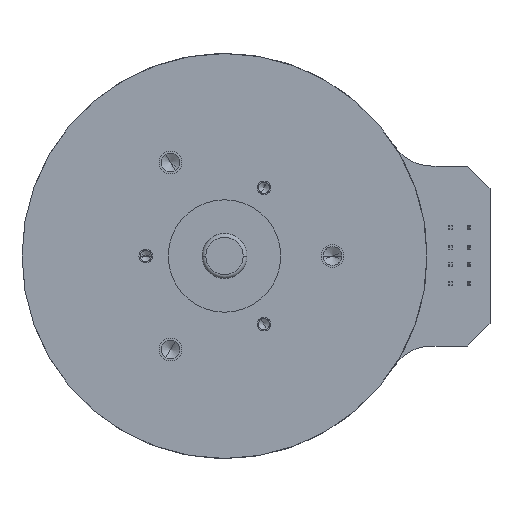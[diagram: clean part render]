
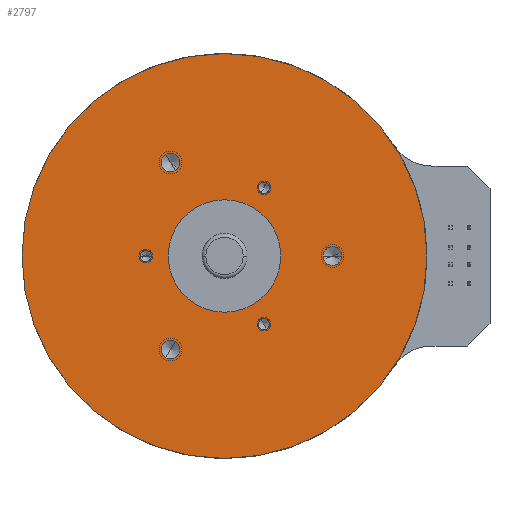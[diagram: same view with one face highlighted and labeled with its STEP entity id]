
A CAD part, left-side view. The second image highlights one B-rep face of the part: STEP entity #2797.
In plain terms, the highlighted planar face has unit normal (-1, 0, 0).
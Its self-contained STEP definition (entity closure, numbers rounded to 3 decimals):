
#9=CARTESIAN_POINT('',(0.,0.,0.));
#10=DIRECTION('',(1.,0.,0.));
#11=DIRECTION('',(0.,-1.,0.));
#12=AXIS2_PLACEMENT_3D('',#9,#10,#11);
#14=CARTESIAN_POINT('',(0.,0.,0.));
#15=DIRECTION('',(1.,0.,0.));
#16=DIRECTION('',(0.,1.,0.));
#17=AXIS2_PLACEMENT_3D('',#14,#15,#16);
#19=CARTESIAN_POINT('',(0.,0.,0.));
#20=DIRECTION('',(-1.,0.,0.));
#21=DIRECTION('',(0.,-1.,0.));
#22=AXIS2_PLACEMENT_3D('',#19,#20,#21);
#24=CARTESIAN_POINT('',(0.,0.,0.));
#25=DIRECTION('',(-1.,0.,0.));
#26=DIRECTION('',(0.,1.,0.));
#27=AXIS2_PLACEMENT_3D('',#24,#25,#26);
#29=CARTESIAN_POINT('',(0.,-24.,0.));
#30=DIRECTION('',(-1.,0.,0.));
#31=DIRECTION('',(0.,1.,0.));
#32=AXIS2_PLACEMENT_3D('',#29,#30,#31);
#34=CARTESIAN_POINT('',(0.,-24.,0.));
#35=DIRECTION('',(-1.,0.,0.));
#36=DIRECTION('',(0.,-1.,0.));
#37=AXIS2_PLACEMENT_3D('',#34,#35,#36);
#39=CARTESIAN_POINT('',(0.,12.,-20.785));
#40=DIRECTION('',(-1.,0.,0.));
#41=DIRECTION('',(0.,-0.5,0.866));
#42=AXIS2_PLACEMENT_3D('',#39,#40,#41);
#44=CARTESIAN_POINT('',(0.,12.,-20.785));
#45=DIRECTION('',(-1.,0.,0.));
#46=DIRECTION('',(0.,0.5,-0.866));
#47=AXIS2_PLACEMENT_3D('',#44,#45,#46);
#49=CARTESIAN_POINT('',(0.,12.,20.785));
#50=DIRECTION('',(-1.,0.,0.));
#51=DIRECTION('',(0.,-0.5,-0.866));
#52=AXIS2_PLACEMENT_3D('',#49,#50,#51);
#54=CARTESIAN_POINT('',(0.,12.,20.785));
#55=DIRECTION('',(-1.,0.,0.));
#56=DIRECTION('',(0.,0.5,0.866));
#57=AXIS2_PLACEMENT_3D('',#54,#55,#56);
#59=CARTESIAN_POINT('',(0.,17.5,0.));
#60=DIRECTION('',(-1.,0.,0.));
#61=DIRECTION('',(0.,1.,0.));
#62=AXIS2_PLACEMENT_3D('',#59,#60,#61);
#64=CARTESIAN_POINT('',(0.,17.5,0.));
#65=DIRECTION('',(-1.,0.,0.));
#66=DIRECTION('',(0.,-1.,0.));
#67=AXIS2_PLACEMENT_3D('',#64,#65,#66);
#69=CARTESIAN_POINT('',(0.,-8.75,15.155));
#70=DIRECTION('',(-1.,0.,0.));
#71=DIRECTION('',(0.,-0.5,0.866));
#72=AXIS2_PLACEMENT_3D('',#69,#70,#71);
#74=CARTESIAN_POINT('',(0.,-8.75,15.155));
#75=DIRECTION('',(-1.,0.,0.));
#76=DIRECTION('',(0.,0.5,-0.866));
#77=AXIS2_PLACEMENT_3D('',#74,#75,#76);
#79=CARTESIAN_POINT('',(0.,-8.75,-15.155));
#80=DIRECTION('',(-1.,0.,0.));
#81=DIRECTION('',(0.,-0.5,-0.866));
#82=AXIS2_PLACEMENT_3D('',#79,#80,#81);
#84=CARTESIAN_POINT('',(0.,-8.75,-15.155));
#85=DIRECTION('',(-1.,0.,0.));
#86=DIRECTION('',(0.,0.5,0.866));
#87=AXIS2_PLACEMENT_3D('',#84,#85,#86);
#2062=CARTESIAN_POINT('',(0.,12.5,0.));
#2063=CARTESIAN_POINT('',(0.,-12.5,0.));
#2064=VERTEX_POINT('',#2062);
#2065=VERTEX_POINT('',#2063);
#2070=CARTESIAN_POINT('',(0.,-45.,0.));
#2071=CARTESIAN_POINT('',(0.,45.,0.));
#2072=VERTEX_POINT('',#2070);
#2073=VERTEX_POINT('',#2071);
#2074=CARTESIAN_POINT('',(0.,-21.9,0.));
#2075=CARTESIAN_POINT('',(0.,-26.1,0.));
#2076=VERTEX_POINT('',#2074);
#2077=VERTEX_POINT('',#2075);
#2078=CARTESIAN_POINT('',(0.,10.95,-18.966));
#2079=CARTESIAN_POINT('',(0.,13.05,-22.603));
#2080=VERTEX_POINT('',#2078);
#2081=VERTEX_POINT('',#2079);
#2082=CARTESIAN_POINT('',(0.,10.95,18.966));
#2083=CARTESIAN_POINT('',(0.,13.05,22.603));
#2084=VERTEX_POINT('',#2082);
#2085=VERTEX_POINT('',#2083);
#2086=CARTESIAN_POINT('',(0.,18.75,0.));
#2087=CARTESIAN_POINT('',(0.,16.25,0.));
#2088=VERTEX_POINT('',#2086);
#2089=VERTEX_POINT('',#2087);
#2090=CARTESIAN_POINT('',(0.,-9.375,16.238));
#2091=CARTESIAN_POINT('',(0.,-8.125,14.073));
#2092=VERTEX_POINT('',#2090);
#2093=VERTEX_POINT('',#2091);
#2094=CARTESIAN_POINT('',(0.,-9.375,-16.238));
#2095=CARTESIAN_POINT('',(0.,-8.125,-14.073));
#2096=VERTEX_POINT('',#2094);
#2097=VERTEX_POINT('',#2095);
#2746=CARTESIAN_POINT('',(0.,0.,0.));
#2747=DIRECTION('',(1.,0.,0.));
#2748=DIRECTION('',(0.,1.,0.));
#2749=AXIS2_PLACEMENT_3D('',#2746,#2747,#2748);
#2750=PLANE('',#2749);
#2752=ORIENTED_EDGE('',*,*,#2751,.T.);
#2754=ORIENTED_EDGE('',*,*,#2753,.T.);
#2755=EDGE_LOOP('',(#2752,#2754));
#2756=FACE_OUTER_BOUND('',#2755,.F.);
#2757=ORIENTED_EDGE('',*,*,#2738,.T.);
#2758=ORIENTED_EDGE('',*,*,#2727,.T.);
#2759=EDGE_LOOP('',(#2757,#2758));
#2760=FACE_BOUND('',#2759,.F.);
#2762=ORIENTED_EDGE('',*,*,#2761,.T.);
#2764=ORIENTED_EDGE('',*,*,#2763,.T.);
#2765=EDGE_LOOP('',(#2762,#2764));
#2766=FACE_BOUND('',#2765,.F.);
#2768=ORIENTED_EDGE('',*,*,#2767,.T.);
#2770=ORIENTED_EDGE('',*,*,#2769,.T.);
#2771=EDGE_LOOP('',(#2768,#2770));
#2772=FACE_BOUND('',#2771,.F.);
#2774=ORIENTED_EDGE('',*,*,#2773,.T.);
#2776=ORIENTED_EDGE('',*,*,#2775,.T.);
#2777=EDGE_LOOP('',(#2774,#2776));
#2778=FACE_BOUND('',#2777,.F.);
#2780=ORIENTED_EDGE('',*,*,#2779,.T.);
#2782=ORIENTED_EDGE('',*,*,#2781,.T.);
#2783=EDGE_LOOP('',(#2780,#2782));
#2784=FACE_BOUND('',#2783,.F.);
#2786=ORIENTED_EDGE('',*,*,#2785,.T.);
#2788=ORIENTED_EDGE('',*,*,#2787,.T.);
#2789=EDGE_LOOP('',(#2786,#2788));
#2790=FACE_BOUND('',#2789,.F.);
#2792=ORIENTED_EDGE('',*,*,#2791,.T.);
#2794=ORIENTED_EDGE('',*,*,#2793,.T.);
#2795=EDGE_LOOP('',(#2792,#2794));
#2796=FACE_BOUND('',#2795,.F.);
#2797=ADVANCED_FACE('',(#2756,#2760,#2766,#2772,#2778,#2784,#2790,#2796),#2750,
.F.);
#13=CIRCLE('',#12,45.);
#18=CIRCLE('',#17,45.);
#23=CIRCLE('',#22,12.5);
#28=CIRCLE('',#27,12.5);
#33=CIRCLE('',#32,2.1);
#38=CIRCLE('',#37,2.1);
#43=CIRCLE('',#42,2.1);
#48=CIRCLE('',#47,2.1);
#53=CIRCLE('',#52,2.1);
#58=CIRCLE('',#57,2.1);
#63=CIRCLE('',#62,1.25);
#68=CIRCLE('',#67,1.25);
#73=CIRCLE('',#72,1.25);
#78=CIRCLE('',#77,1.25);
#83=CIRCLE('',#82,1.25);
#88=CIRCLE('',#87,1.25);
#2727=EDGE_CURVE('',#2064,#2065,#28,.T.);
#2738=EDGE_CURVE('',#2065,#2064,#23,.T.);
#2751=EDGE_CURVE('',#2072,#2073,#13,.T.);
#2753=EDGE_CURVE('',#2073,#2072,#18,.T.);
#2761=EDGE_CURVE('',#2076,#2077,#33,.T.);
#2763=EDGE_CURVE('',#2077,#2076,#38,.T.);
#2767=EDGE_CURVE('',#2080,#2081,#43,.T.);
#2769=EDGE_CURVE('',#2081,#2080,#48,.T.);
#2773=EDGE_CURVE('',#2084,#2085,#53,.T.);
#2775=EDGE_CURVE('',#2085,#2084,#58,.T.);
#2779=EDGE_CURVE('',#2088,#2089,#63,.T.);
#2781=EDGE_CURVE('',#2089,#2088,#68,.T.);
#2785=EDGE_CURVE('',#2092,#2093,#73,.T.);
#2787=EDGE_CURVE('',#2093,#2092,#78,.T.);
#2791=EDGE_CURVE('',#2096,#2097,#83,.T.);
#2793=EDGE_CURVE('',#2097,#2096,#88,.T.);
